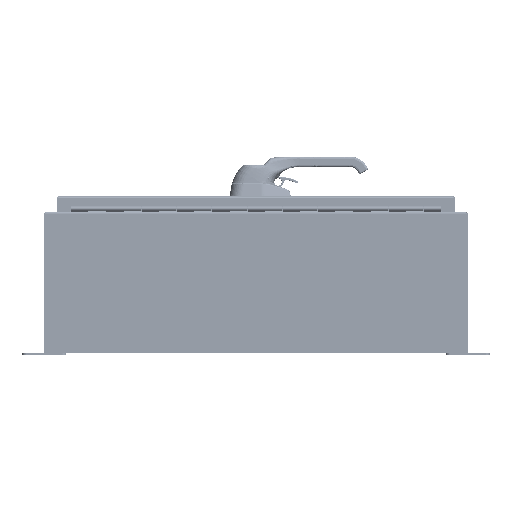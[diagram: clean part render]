
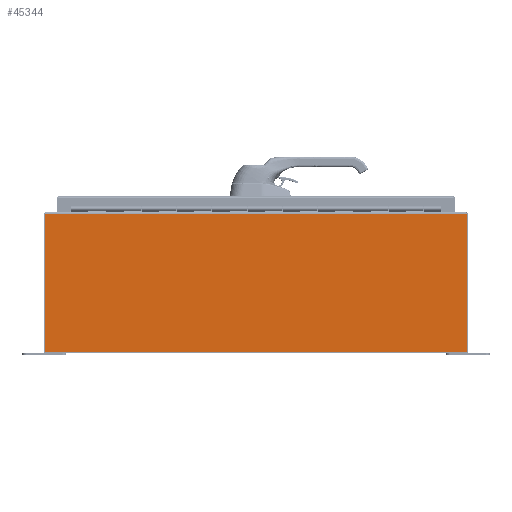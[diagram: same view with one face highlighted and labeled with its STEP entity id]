
A CAD part, left-side view. The second image highlights one B-rep face of the part: STEP entity #45344.
In plain terms, the highlighted face is planar.
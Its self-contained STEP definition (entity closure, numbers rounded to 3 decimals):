
#6018=FACE_OUTER_BOUND('',#8805,.T.);
#8805=EDGE_LOOP('',(#30295,#30296,#30297,#30298));
#11922=LINE('',#68714,#15341);
#11935=LINE('',#68744,#15354);
#11938=LINE('',#68750,#15357);
#11939=LINE('',#68751,#15358);
#15341=VECTOR('',#54596,0.394);
#15354=VECTOR('',#54639,0.394);
#15357=VECTOR('',#54644,0.394);
#15358=VECTOR('',#54645,0.394);
#18668=VERTEX_POINT('',#68706);
#18669=VERTEX_POINT('',#68713);
#18671=VERTEX_POINT('',#68743);
#18673=VERTEX_POINT('',#68749);
#23017=EDGE_CURVE('',#18669,#18668,#11922,.T.);
#23032=EDGE_CURVE('',#18669,#18671,#11935,.T.);
#23035=EDGE_CURVE('',#18673,#18668,#11938,.T.);
#23036=EDGE_CURVE('',#18671,#18673,#11939,.T.);
#30295=ORIENTED_EDGE('',*,*,#23017,.T.);
#30296=ORIENTED_EDGE('',*,*,#23035,.F.);
#30297=ORIENTED_EDGE('',*,*,#23036,.F.);
#30298=ORIENTED_EDGE('',*,*,#23032,.F.);
#43207=PLANE('',#49071);
#45344=ADVANCED_FACE('',(#6018),#43207,.T.);
#49071=AXIS2_PLACEMENT_3D('',#68748,#54642,#54643);
#54596=DIRECTION('',(0.,1.,0.));
#54639=DIRECTION('',(-1.,0.,0.));
#54642=DIRECTION('center_axis',(0.,0.,1.));
#54643=DIRECTION('ref_axis',(1.,0.,0.));
#54644=DIRECTION('',(1.,0.,0.));
#54645=DIRECTION('',(0.,1.,0.));
#68706=CARTESIAN_POINT('',(3.895,11.926,0.074));
#68713=CARTESIAN_POINT('',(3.895,-11.926,0.074));
#68714=CARTESIAN_POINT('',(3.895,-5.963,0.074));
#68743=CARTESIAN_POINT('',(-3.926,-11.926,0.074));
#68744=CARTESIAN_POINT('',(3.926,-11.926,0.074));
#68748=CARTESIAN_POINT('Origin',(0.,0.,
0.074));
#68749=CARTESIAN_POINT('',(-3.926,11.926,0.074));
#68750=CARTESIAN_POINT('',(-3.926,11.926,0.074));
#68751=CARTESIAN_POINT('',(-3.926,-11.926,0.074));
